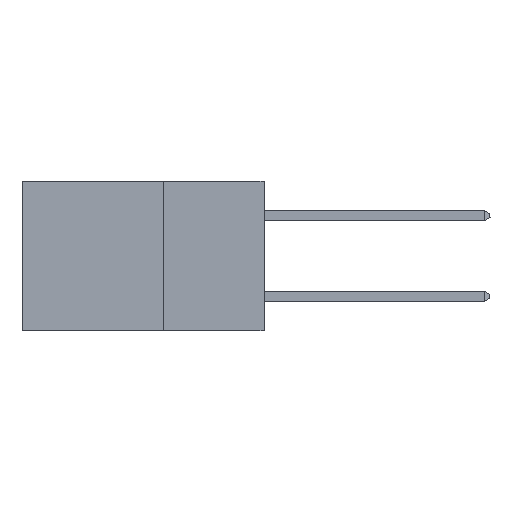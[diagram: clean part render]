
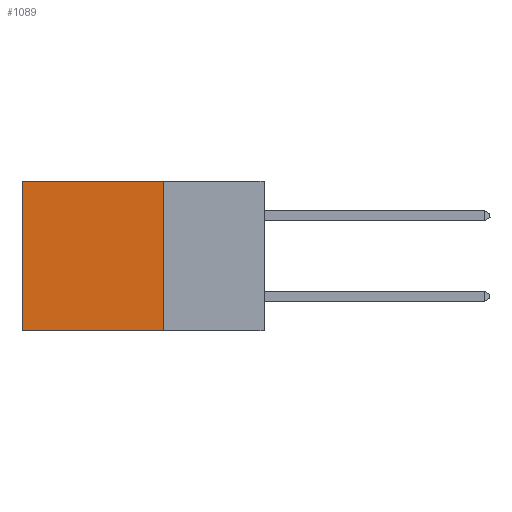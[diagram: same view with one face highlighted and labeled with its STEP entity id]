
A CAD part, left-side view. The second image highlights one B-rep face of the part: STEP entity #1089.
In plain terms, the highlighted planar face has unit normal (-1, 0, 0).
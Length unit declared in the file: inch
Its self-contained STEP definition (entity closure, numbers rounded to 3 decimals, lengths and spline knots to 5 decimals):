
#363 = DIRECTION ( 'NONE',  ( 0., 0., -1. ) ) ;
#741 = ORIENTED_EDGE ( 'NONE', *, *, #7230, .T. ) ;
#778 = CARTESIAN_POINT ( 'NONE',  ( 0.298, 0.25, -0.37 ) ) ;
#1069 = CARTESIAN_POINT ( 'NONE',  ( 0.298, 0.25, 0. ) ) ;
#1089 = ADVANCED_FACE ( 'NONE', ( #10015 ), #14381, .F. ) ;
#1645 = CARTESIAN_POINT ( 'NONE',  ( 0.298, 0.6, 0. ) ) ;
#1692 = DIRECTION ( 'NONE',  ( 1., 0., 0. ) ) ;
#2280 = DIRECTION ( 'NONE',  ( 0., 0., -1. ) ) ;
#2644 = VECTOR ( 'NONE', #2280, 39.37008 ) ;
#2694 = VECTOR ( 'NONE', #10477, 39.37008 ) ;
#2801 = VECTOR ( 'NONE', #7677, 39.37008 ) ;
#3109 = ORIENTED_EDGE ( 'NONE', *, *, #8993, .T. ) ;
#3435 = LINE ( 'NONE', #1069, #2694 ) ;
#4279 = AXIS2_PLACEMENT_3D ( 'NONE', #11146, #1692, #363 ) ;
#4435 = DIRECTION ( 'NONE',  ( 0., 1., 0. ) ) ;
#4489 = CARTESIAN_POINT ( 'NONE',  ( 0.298, 0.25, -0.37 ) ) ;
#4697 = CARTESIAN_POINT ( 'NONE',  ( 0.298, 0.6, 0. ) ) ;
#4902 = ORIENTED_EDGE ( 'NONE', *, *, #5373, .F. ) ;
#5373 = EDGE_CURVE ( 'NONE', #9658, #8391, #5907, .T. ) ;
#5907 = LINE ( 'NONE', #778, #2801 ) ;
#6615 = CARTESIAN_POINT ( 'NONE',  ( 0.298, 0.25, 0. ) ) ;
#6625 = CARTESIAN_POINT ( 'NONE',  ( 0.298, 0.6, -0.37 ) ) ;
#7230 = EDGE_CURVE ( 'NONE', #13450, #13547, #11199, .T. ) ;
#7677 = DIRECTION ( 'NONE',  ( 0., 1., 0. ) ) ;
#7792 = EDGE_LOOP ( 'NONE', ( #3109, #4902, #9532, #741 ) ) ;
#8391 = VERTEX_POINT ( 'NONE', #6625 ) ;
#8993 = EDGE_CURVE ( 'NONE', #13547, #8391, #12625, .T. ) ;
#9417 = VECTOR ( 'NONE', #4435, 39.37008 ) ;
#9532 = ORIENTED_EDGE ( 'NONE', *, *, #13783, .F. ) ;
#9658 = VERTEX_POINT ( 'NONE', #4489 ) ;
#10015 = FACE_OUTER_BOUND ( 'NONE', #7792, .T. ) ;
#10477 = DIRECTION ( 'NONE',  ( 0., 0., -1. ) ) ;
#11146 = CARTESIAN_POINT ( 'NONE',  ( 0.298, 0.25, 0. ) ) ;
#11199 = LINE ( 'NONE', #6615, #9417 ) ;
#12625 = LINE ( 'NONE', #4697, #2644 ) ;
#13450 = VERTEX_POINT ( 'NONE', #14190 ) ;
#13547 = VERTEX_POINT ( 'NONE', #1645 ) ;
#13783 = EDGE_CURVE ( 'NONE', #13450, #9658, #3435, .T. ) ;
#14190 = CARTESIAN_POINT ( 'NONE',  ( 0.298, 0.25, 0. ) ) ;
#14381 = PLANE ( 'NONE',  #4279 ) ;
